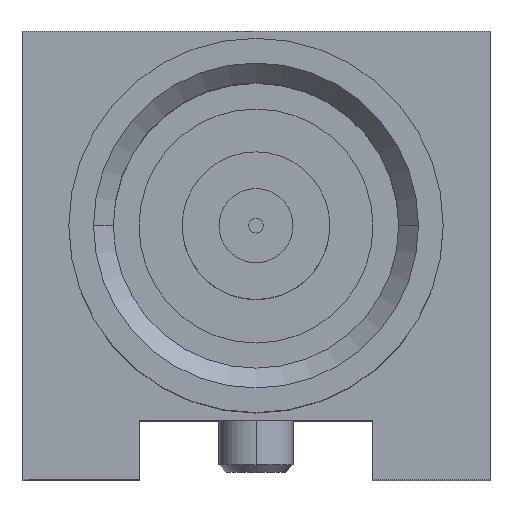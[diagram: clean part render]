
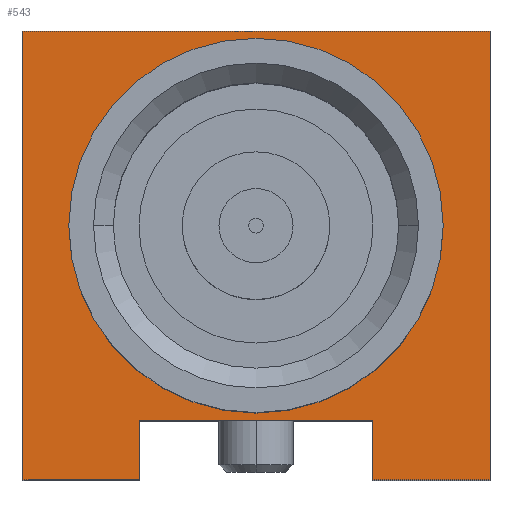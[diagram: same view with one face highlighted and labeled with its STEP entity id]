
A CAD part, top view. The second image highlights one B-rep face of the part: STEP entity #543.
In plain terms, the highlighted planar face has unit normal (0, 0, 1).
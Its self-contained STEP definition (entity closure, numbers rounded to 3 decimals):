
#78 = VECTOR ( 'NONE', #1194, 1000. ) ;
#145 = VECTOR ( 'NONE', #492, 1000. ) ;
#186 = DIRECTION ( 'NONE',  ( 0., 0., 1. ) ) ;
#205 = VECTOR ( 'NONE', #1667, 1000. ) ;
#233 = VECTOR ( 'NONE', #957, 1000. ) ;
#245 = CARTESIAN_POINT ( 'NONE',  ( -1.5, 14.235, 3. ) ) ;
#252 = VERTEX_POINT ( 'NONE', #451 ) ;
#257 = LINE ( 'NONE', #479, #993 ) ;
#277 = LINE ( 'NONE', #611, #145 ) ;
#303 = CARTESIAN_POINT ( 'NONE',  ( 1.5, 0.76, 3. ) ) ;
#306 = CARTESIAN_POINT ( 'NONE',  ( 3., 5.75, 3. ) ) ;
#317 = ORIENTED_EDGE ( 'NONE', *, *, #545, .T. ) ;
#326 = VERTEX_POINT ( 'NONE', #681 ) ;
#333 = DIRECTION ( 'NONE',  ( 0., -1., 0. ) ) ;
#342 = CARTESIAN_POINT ( 'NONE',  ( 0., 0.76, 3. ) ) ;
#372 = LINE ( 'NONE', #1155, #1380 ) ;
#377 = ORIENTED_EDGE ( 'NONE', *, *, #1679, .T. ) ;
#381 = DIRECTION ( 'NONE',  ( 0., -1., 0. ) ) ;
#423 = AXIS2_PLACEMENT_3D ( 'NONE', #1314, #186, #480 ) ;
#436 = LINE ( 'NONE', #1393, #233 ) ;
#445 = EDGE_LOOP ( 'NONE', ( #743, #943 ) ) ;
#451 = CARTESIAN_POINT ( 'NONE',  ( 1.5, 0., 3. ) ) ;
#466 = ORIENTED_EDGE ( 'NONE', *, *, #1646, .T. ) ;
#474 = VERTEX_POINT ( 'NONE', #640 ) ;
#478 = VECTOR ( 'NONE', #381, 1000. ) ;
#479 = CARTESIAN_POINT ( 'NONE',  ( 1.5, 14.235, 3. ) ) ;
#480 = DIRECTION ( 'NONE',  ( 1., 0., 0. ) ) ;
#486 = DIRECTION ( 'NONE',  ( -1., 0., 0. ) ) ;
#492 = DIRECTION ( 'NONE',  ( 1., 0., 0. ) ) ;
#543 = ADVANCED_FACE ( 'NONE', ( #1691, #1624 ), #710, .F. ) ;
#545 = EDGE_CURVE ( 'NONE', #252, #1051, #277, .T. ) ;
#569 = EDGE_LOOP ( 'NONE', ( #466, #317, #1604, #726, #377, #1162, #1366, #1165 ) ) ;
#584 = VECTOR ( 'NONE', #1463, 1000. ) ;
#611 = CARTESIAN_POINT ( 'NONE',  ( 3., 0., 3. ) ) ;
#618 = AXIS2_PLACEMENT_3D ( 'NONE', #306, #1601, #486 ) ;
#640 = CARTESIAN_POINT ( 'NONE',  ( 2.4, 3.255, 3. ) ) ;
#681 = CARTESIAN_POINT ( 'NONE',  ( -3., 5.75, 3. ) ) ;
#710 = PLANE ( 'NONE',  #618 ) ;
#725 = CARTESIAN_POINT ( 'NONE',  ( 3., 0., 3. ) ) ;
#726 = ORIENTED_EDGE ( 'NONE', *, *, #1527, .F. ) ;
#742 = VERTEX_POINT ( 'NONE', #760 ) ;
#743 = ORIENTED_EDGE ( 'NONE', *, *, #1161, .F. ) ;
#760 = CARTESIAN_POINT ( 'NONE',  ( -1.5, 0., 3. ) ) ;
#807 = CARTESIAN_POINT ( 'NONE',  ( -1.5, 0.76, 3. ) ) ;
#811 = DIRECTION ( 'NONE',  ( 0., 0., 1. ) ) ;
#837 = LINE ( 'NONE', #245, #478 ) ;
#842 = CARTESIAN_POINT ( 'NONE',  ( 3., 5.75, 3. ) ) ;
#870 = CARTESIAN_POINT ( 'NONE',  ( -3., 5.75, 3. ) ) ;
#920 = EDGE_CURVE ( 'NONE', #944, #742, #837, .T. ) ;
#930 = CARTESIAN_POINT ( 'NONE',  ( 0., 3.255, 3. ) ) ;
#943 = ORIENTED_EDGE ( 'NONE', *, *, #1359, .F. ) ;
#944 = VERTEX_POINT ( 'NONE', #807 ) ;
#947 = LINE ( 'NONE', #870, #584 ) ;
#957 = DIRECTION ( 'NONE',  ( 1., 0., 0. ) ) ;
#959 = EDGE_CURVE ( 'NONE', #1838, #742, #1012, .T. ) ;
#993 = VECTOR ( 'NONE', #1290, 1000. ) ;
#1012 = LINE ( 'NONE', #1395, #205 ) ;
#1051 = VERTEX_POINT ( 'NONE', #725 ) ;
#1063 = DIRECTION ( 'NONE',  ( 1., 0., 0. ) ) ;
#1095 = VERTEX_POINT ( 'NONE', #303 ) ;
#1123 = VERTEX_POINT ( 'NONE', #842 ) ;
#1155 = CARTESIAN_POINT ( 'NONE',  ( 3., 5.75, 3. ) ) ;
#1161 = EDGE_CURVE ( 'NONE', #1363, #474, #1727, .T. ) ;
#1162 = ORIENTED_EDGE ( 'NONE', *, *, #959, .T. ) ;
#1165 = ORIENTED_EDGE ( 'NONE', *, *, #1307, .T. ) ;
#1194 = DIRECTION ( 'NONE',  ( 1., 0., 0. ) ) ;
#1214 = CARTESIAN_POINT ( 'NONE',  ( -2.4, 3.255, 3. ) ) ;
#1243 = LINE ( 'NONE', #342, #78 ) ;
#1290 = DIRECTION ( 'NONE',  ( 0., -1., 0. ) ) ;
#1307 = EDGE_CURVE ( 'NONE', #944, #1095, #1243, .T. ) ;
#1314 = CARTESIAN_POINT ( 'NONE',  ( 0., 3.255, 3. ) ) ;
#1359 = EDGE_CURVE ( 'NONE', #474, #1363, #1411, .T. ) ;
#1363 = VERTEX_POINT ( 'NONE', #1214 ) ;
#1366 = ORIENTED_EDGE ( 'NONE', *, *, #920, .F. ) ;
#1380 = VECTOR ( 'NONE', #333, 1000. ) ;
#1393 = CARTESIAN_POINT ( 'NONE',  ( 3., 5.75, 3. ) ) ;
#1395 = CARTESIAN_POINT ( 'NONE',  ( 3., 0., 3. ) ) ;
#1411 = CIRCLE ( 'NONE', #1507, 2.4 ) ;
#1431 = CARTESIAN_POINT ( 'NONE',  ( -3., 0., 3. ) ) ;
#1463 = DIRECTION ( 'NONE',  ( 0., -1., 0. ) ) ;
#1507 = AXIS2_PLACEMENT_3D ( 'NONE', #930, #811, #1063 ) ;
#1527 = EDGE_CURVE ( 'NONE', #326, #1123, #436, .T. ) ;
#1601 = DIRECTION ( 'NONE',  ( 0., 0., -1. ) ) ;
#1604 = ORIENTED_EDGE ( 'NONE', *, *, #1616, .F. ) ;
#1616 = EDGE_CURVE ( 'NONE', #1123, #1051, #372, .T. ) ;
#1624 = FACE_OUTER_BOUND ( 'NONE', #569, .T. ) ;
#1646 = EDGE_CURVE ( 'NONE', #1095, #252, #257, .T. ) ;
#1667 = DIRECTION ( 'NONE',  ( 1., 0., 0. ) ) ;
#1679 = EDGE_CURVE ( 'NONE', #326, #1838, #947, .T. ) ;
#1691 = FACE_BOUND ( 'NONE', #445, .T. ) ;
#1727 = CIRCLE ( 'NONE', #423, 2.4 ) ;
#1838 = VERTEX_POINT ( 'NONE', #1431 ) ;
